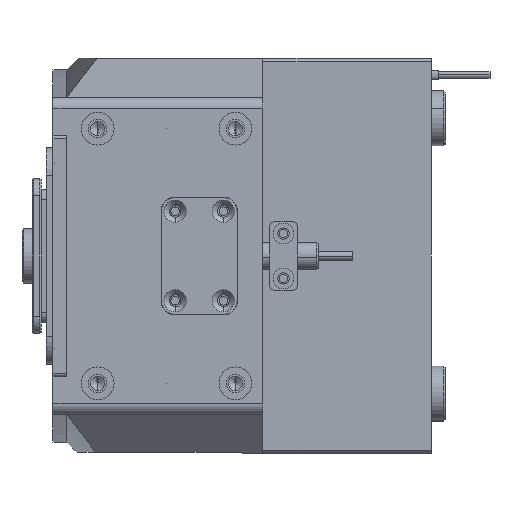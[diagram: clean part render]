
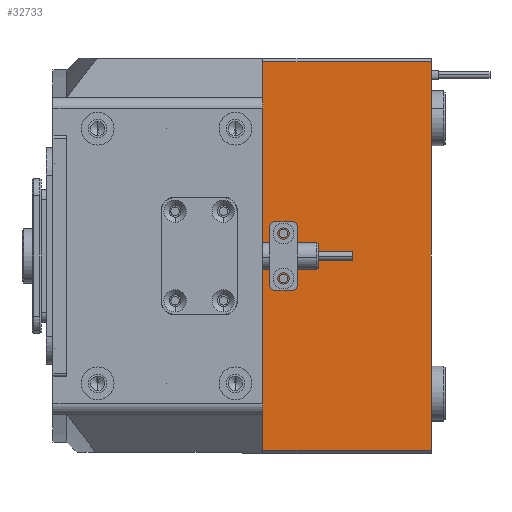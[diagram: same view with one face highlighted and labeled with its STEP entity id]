
A CAD part, left-side view. The second image highlights one B-rep face of the part: STEP entity #32733.
In plain terms, the highlighted planar face has unit normal (-1, 0, 0).
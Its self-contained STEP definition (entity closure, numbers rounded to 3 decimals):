
#105 = CARTESIAN_POINT ( 'NONE',  ( -93., -63.5, -56.5 ) ) ;
#237 = DIRECTION ( 'NONE',  ( 0., 0., 1. ) ) ;
#669 = CARTESIAN_POINT ( 'NONE',  ( -93., -20.5, 7.75 ) ) ;
#2345 = EDGE_LOOP ( 'NONE', ( #26511, #23028 ) ) ;
#2554 = DIRECTION ( 'NONE',  ( 0., 0., 1. ) ) ;
#3865 = DIRECTION ( 'NONE',  ( 0., -1., 0. ) ) ;
#4009 = CARTESIAN_POINT ( 'NONE',  ( -93., -20.5, -6.5 ) ) ;
#4038 = CARTESIAN_POINT ( 'NONE',  ( -93., -20.5, -5.25 ) ) ;
#4742 = DIRECTION ( 'NONE',  ( 0., 0., -1. ) ) ;
#5174 = CARTESIAN_POINT ( 'NONE',  ( -93., -14.5, -56.5 ) ) ;
#5251 = FACE_OUTER_BOUND ( 'NONE', #6771, .T. ) ;
#6091 = LINE ( 'NONE', #22933, #27261 ) ;
#6194 = DIRECTION ( 'NONE',  ( -1., 0., 0. ) ) ;
#6771 = EDGE_LOOP ( 'NONE', ( #43546, #37841, #10834, #37594 ) ) ;
#8720 = EDGE_LOOP ( 'NONE', ( #30648, #31820 ) ) ;
#8752 = VERTEX_POINT ( 'NONE', #33160 ) ;
#8959 = AXIS2_PLACEMENT_3D ( 'NONE', #45659, #42367, #23605 ) ;
#9656 = VERTEX_POINT ( 'NONE', #12491 ) ;
#10232 = DIRECTION ( 'NONE',  ( 1., 0., 0. ) ) ;
#10834 = ORIENTED_EDGE ( 'NONE', *, *, #19369, .F. ) ;
#10865 = CARTESIAN_POINT ( 'NONE',  ( -93., -63.5, 57.5 ) ) ;
#12041 = VERTEX_POINT ( 'NONE', #18532 ) ;
#12491 = CARTESIAN_POINT ( 'NONE',  ( -93., -20.5, -7.75 ) ) ;
#13907 = VECTOR ( 'NONE', #4742, 1000. ) ;
#14762 = EDGE_CURVE ( 'NONE', #41972, #12041, #23828, .T. ) ;
#15936 = AXIS2_PLACEMENT_3D ( 'NONE', #4009, #22769, #237 ) ;
#18185 = VERTEX_POINT ( 'NONE', #105 ) ;
#18412 = CARTESIAN_POINT ( 'NONE',  ( -93., -14.5, 57.5 ) ) ;
#18532 = CARTESIAN_POINT ( 'NONE',  ( -93., -20.5, 5.25 ) ) ;
#19369 = EDGE_CURVE ( 'NONE', #40649, #18185, #21016, .T. ) ;
#19806 = CIRCLE ( 'NONE', #33371, 1.25 ) ;
#21016 = LINE ( 'NONE', #38656, #13907 ) ;
#21734 = DIRECTION ( 'NONE',  ( 0., 0., -1. ) ) ;
#21921 = EDGE_CURVE ( 'NONE', #25567, #9656, #25511, .T. ) ;
#22084 = CARTESIAN_POINT ( 'NONE',  ( -93., -63.5, 56.5 ) ) ;
#22769 = DIRECTION ( 'NONE',  ( -1., 0., 0. ) ) ;
#22933 = CARTESIAN_POINT ( 'NONE',  ( -93., -63.5, -56.5 ) ) ;
#23028 = ORIENTED_EDGE ( 'NONE', *, *, #28439, .F. ) ;
#23605 = DIRECTION ( 'NONE',  ( 0., 0., 1. ) ) ;
#23828 = CIRCLE ( 'NONE', #8959, 1.25 ) ;
#25511 = CIRCLE ( 'NONE', #31490, 1.25 ) ;
#25567 = VERTEX_POINT ( 'NONE', #4038 ) ;
#26433 = FACE_BOUND ( 'NONE', #8720, .T. ) ;
#26511 = ORIENTED_EDGE ( 'NONE', *, *, #21921, .F. ) ;
#26800 = EDGE_CURVE ( 'NONE', #41355, #18185, #6091, .T. ) ;
#27261 = VECTOR ( 'NONE', #3865, 1000. ) ;
#28439 = EDGE_CURVE ( 'NONE', #9656, #25567, #41902, .T. ) ;
#30648 = ORIENTED_EDGE ( 'NONE', *, *, #14762, .F. ) ;
#30689 = EDGE_CURVE ( 'NONE', #40649, #8752, #44673, .T. ) ;
#31490 = AXIS2_PLACEMENT_3D ( 'NONE', #47765, #6194, #2554 ) ;
#31820 = ORIENTED_EDGE ( 'NONE', *, *, #44540, .F. ) ;
#32733 = ADVANCED_FACE ( 'NONE', ( #41731, #26433, #5251 ), #33426, .F. ) ;
#32843 = VECTOR ( 'NONE', #21734, 1000. ) ;
#33150 = EDGE_CURVE ( 'NONE', #8752, #41355, #48121, .T. ) ;
#33160 = CARTESIAN_POINT ( 'NONE',  ( -93., -14.5, 56.5 ) ) ;
#33371 = AXIS2_PLACEMENT_3D ( 'NONE', #40099, #43690, #35817 ) ;
#33426 = PLANE ( 'NONE',  #38474 ) ;
#35817 = DIRECTION ( 'NONE',  ( 0., 0., 1. ) ) ;
#37594 = ORIENTED_EDGE ( 'NONE', *, *, #30689, .T. ) ;
#37841 = ORIENTED_EDGE ( 'NONE', *, *, #26800, .T. ) ;
#38474 = AXIS2_PLACEMENT_3D ( 'NONE', #10865, #10232, #44780 ) ;
#38656 = CARTESIAN_POINT ( 'NONE',  ( -93., -63.5, 57.5 ) ) ;
#40099 = CARTESIAN_POINT ( 'NONE',  ( -93., -20.5, 6.5 ) ) ;
#40649 = VERTEX_POINT ( 'NONE', #48161 ) ;
#41355 = VERTEX_POINT ( 'NONE', #5174 ) ;
#41731 = FACE_BOUND ( 'NONE', #2345, .T. ) ;
#41902 = CIRCLE ( 'NONE', #15936, 1.25 ) ;
#41972 = VERTEX_POINT ( 'NONE', #669 ) ;
#42367 = DIRECTION ( 'NONE',  ( -1., 0., 0. ) ) ;
#43546 = ORIENTED_EDGE ( 'NONE', *, *, #33150, .T. ) ;
#43690 = DIRECTION ( 'NONE',  ( -1., 0., 0. ) ) ;
#44540 = EDGE_CURVE ( 'NONE', #12041, #41972, #19806, .T. ) ;
#44673 = LINE ( 'NONE', #22084, #48713 ) ;
#44780 = DIRECTION ( 'NONE',  ( 0., 1., 0. ) ) ;
#45659 = CARTESIAN_POINT ( 'NONE',  ( -93., -20.5, 6.5 ) ) ;
#47765 = CARTESIAN_POINT ( 'NONE',  ( -93., -20.5, -6.5 ) ) ;
#48121 = LINE ( 'NONE', #18412, #32843 ) ;
#48161 = CARTESIAN_POINT ( 'NONE',  ( -93., -63.5, 56.5 ) ) ;
#48372 = DIRECTION ( 'NONE',  ( 0., 1., 0. ) ) ;
#48713 = VECTOR ( 'NONE', #48372, 1000. ) ;
